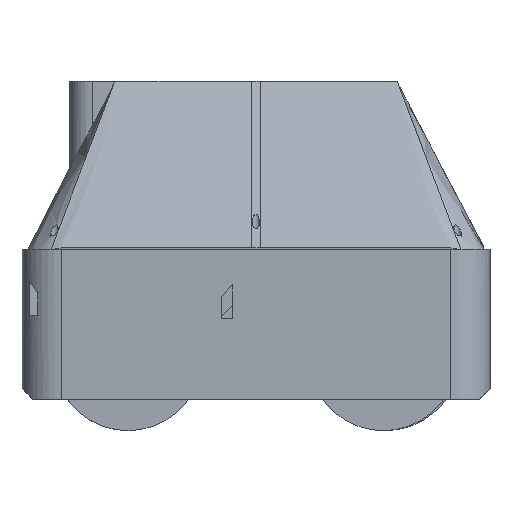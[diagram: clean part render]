
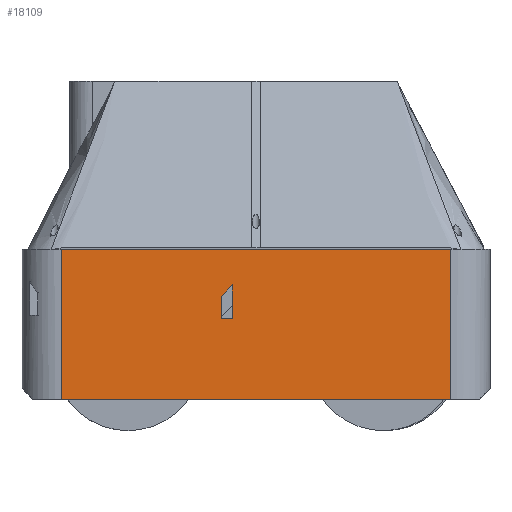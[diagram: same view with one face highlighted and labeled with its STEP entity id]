
A CAD part, left-side view. The second image highlights one B-rep face of the part: STEP entity #18109.
In plain terms, the highlighted planar face has unit normal (-1, 0, 0).
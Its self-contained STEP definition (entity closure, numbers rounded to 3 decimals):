
#441=FACE_BOUND('',#3069,.T.);
#1938=FACE_OUTER_BOUND('',#3068,.T.);
#3068=EDGE_LOOP('',(#16453,#16454,#16455,#16456));
#3069=EDGE_LOOP('',(#16457,#16458,#16459,#16460));
#4332=LINE('',#29615,#6348);
#4417=LINE('',#29831,#6433);
#4587=LINE('',#30177,#6603);
#4589=LINE('',#30181,#6605);
#4591=LINE('',#30185,#6607);
#4593=LINE('',#30188,#6609);
#5068=LINE('',#31217,#7084);
#5072=LINE('',#31245,#7088);
#6348=VECTOR('',#22396,10.);
#6433=VECTOR('',#22573,10.);
#6603=VECTOR('',#22923,10.);
#6605=VECTOR('',#22927,10.);
#6607=VECTOR('',#22931,10.);
#6609=VECTOR('',#22935,10.);
#7084=VECTOR('',#23990,10.);
#7088=VECTOR('',#24038,10.);
#8355=VERTEX_POINT('',#29613);
#8356=VERTEX_POINT('',#29614);
#8440=VERTEX_POINT('',#29828);
#8441=VERTEX_POINT('',#29830);
#8526=VERTEX_POINT('',#30174);
#8527=VERTEX_POINT('',#30176);
#8528=VERTEX_POINT('',#30180);
#8529=VERTEX_POINT('',#30184);
#10547=EDGE_CURVE('',#8355,#8356,#4332,.T.);
#10661=EDGE_CURVE('',#8440,#8441,#4417,.T.);
#10842=EDGE_CURVE('',#8527,#8526,#4587,.T.);
#10844=EDGE_CURVE('',#8528,#8527,#4589,.T.);
#10846=EDGE_CURVE('',#8529,#8528,#4591,.T.);
#10848=EDGE_CURVE('',#8526,#8529,#4593,.T.);
#11346=EDGE_CURVE('',#8355,#8441,#5068,.T.);
#11353=EDGE_CURVE('',#8356,#8440,#5072,.T.);
#16453=ORIENTED_EDGE('',*,*,#11353,.F.);
#16454=ORIENTED_EDGE('',*,*,#10547,.F.);
#16455=ORIENTED_EDGE('',*,*,#11346,.T.);
#16456=ORIENTED_EDGE('',*,*,#10661,.F.);
#16457=ORIENTED_EDGE('',*,*,#10846,.T.);
#16458=ORIENTED_EDGE('',*,*,#10844,.T.);
#16459=ORIENTED_EDGE('',*,*,#10842,.T.);
#16460=ORIENTED_EDGE('',*,*,#10848,.T.);
#17218=PLANE('',#19447);
#18109=ADVANCED_FACE('',(#1938,#441),#17218,.T.);
#19447=AXIS2_PLACEMENT_3D('',#31250,#24045,#24046);
#22396=DIRECTION('',(0.,1.,0.));
#22573=DIRECTION('',(0.,-1.,0.));
#22923=DIRECTION('',(0.,0.,1.));
#22927=DIRECTION('',(0.,1.,0.));
#22931=DIRECTION('',(0.,0.,-1.));
#22935=DIRECTION('',(0.,-0.707,0.707));
#23990=DIRECTION('',(0.,0.,1.));
#24038=DIRECTION('',(0.,0.,1.));
#24045=DIRECTION('center_axis',(-1.,0.,0.));
#24046=DIRECTION('ref_axis',(0.,1.,0.));
#29613=CARTESIAN_POINT('',(-22.369,-285.172,-4.));
#29614=CARTESIAN_POINT('',(-22.369,-111.172,-4.));
#29615=CARTESIAN_POINT('',(-22.369,-111.172,-4.));
#29828=CARTESIAN_POINT('',(-22.369,-111.172,63.));
#29830=CARTESIAN_POINT('',(-22.369,-285.172,63.));
#29831=CARTESIAN_POINT('',(-22.369,-196.172,63.));
#30174=CARTESIAN_POINT('',(-22.369,-182.674,42.095));
#30176=CARTESIAN_POINT('',(-22.369,-182.674,32.095));
#30177=CARTESIAN_POINT('',(-22.369,-182.674,16.048));
#30180=CARTESIAN_POINT('',(-22.369,-187.674,32.095));
#30181=CARTESIAN_POINT('',(-22.369,-234.423,32.095));
#30184=CARTESIAN_POINT('',(-22.369,-187.674,47.095));
#30185=CARTESIAN_POINT('',(-22.369,-187.674,23.548));
#30188=CARTESIAN_POINT('',(-22.369,-196.775,56.196));
#31217=CARTESIAN_POINT('',(-22.369,-285.172,0.));
#31245=CARTESIAN_POINT('',(-22.369,-111.172,0.));
#31250=CARTESIAN_POINT('Origin',(-22.369,-281.172,0.));
